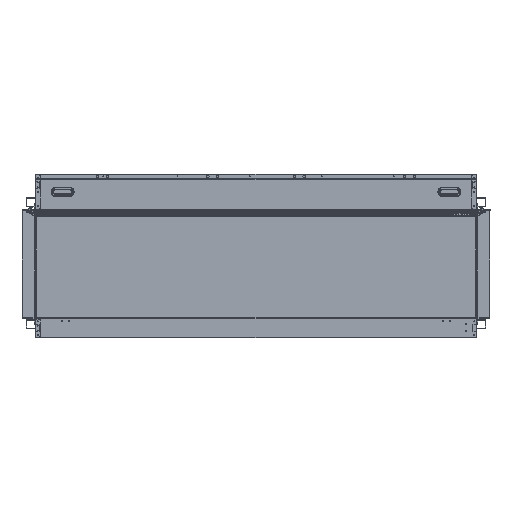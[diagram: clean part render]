
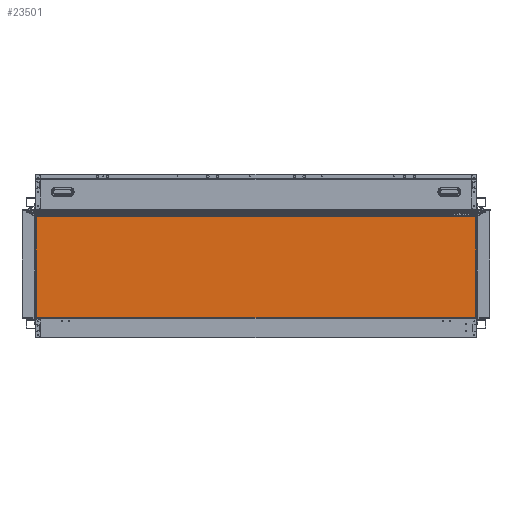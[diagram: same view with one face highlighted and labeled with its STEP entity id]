
A CAD part, top view. The second image highlights one B-rep face of the part: STEP entity #23501.
In plain terms, the highlighted planar face has unit normal (0, 0, 1).
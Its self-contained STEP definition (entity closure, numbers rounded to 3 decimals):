
#352 = VECTOR ( 'NONE', #78384, 1000. ) ;
#1364 = PLANE ( 'NONE',  #37913 ) ;
#1374 = EDGE_CURVE ( 'NONE', #19044, #78555, #29941, .T. ) ;
#5897 = EDGE_CURVE ( 'NONE', #33239, #19044, #40978, .T. ) ;
#17084 = ORIENTED_EDGE ( 'NONE', *, *, #45197, .T. ) ;
#19044 = VERTEX_POINT ( 'NONE', #51726 ) ;
#22284 = EDGE_LOOP ( 'NONE', ( #22310, #31485, #17084, #24905 ) ) ;
#22310 = ORIENTED_EDGE ( 'NONE', *, *, #5897, .T. ) ;
#23456 = VECTOR ( 'NONE', #29972, 1000. ) ;
#23501 = ADVANCED_FACE ( 'NONE', ( #44183 ), #1364, .T. ) ;
#24905 = ORIENTED_EDGE ( 'NONE', *, *, #55037, .T. ) ;
#25898 = VERTEX_POINT ( 'NONE', #59831 ) ;
#29941 = LINE ( 'NONE', #54141, #352 ) ;
#29972 = DIRECTION ( 'NONE',  ( 0., -1., 0. ) ) ;
#31485 = ORIENTED_EDGE ( 'NONE', *, *, #1374, .T. ) ;
#32289 = CARTESIAN_POINT ( 'NONE',  ( 0., 76.5, 330. ) ) ;
#33239 = VERTEX_POINT ( 'NONE', #52653 ) ;
#37091 = CARTESIAN_POINT ( 'NONE',  ( -938.8, 76.5, 330. ) ) ;
#37913 = AXIS2_PLACEMENT_3D ( 'NONE', #32289, #62069, #50916 ) ;
#40581 = CARTESIAN_POINT ( 'NONE',  ( 938.8, 76.5, 330. ) ) ;
#40978 = LINE ( 'NONE', #40581, #51369 ) ;
#41186 = LINE ( 'NONE', #70246, #43031 ) ;
#41596 = CARTESIAN_POINT ( 'NONE',  ( -938.8, 516.9, 330. ) ) ;
#43031 = VECTOR ( 'NONE', #71805, 1000. ) ;
#44183 = FACE_OUTER_BOUND ( 'NONE', #22284, .T. ) ;
#45197 = EDGE_CURVE ( 'NONE', #78555, #25898, #48597, .T. ) ;
#48597 = LINE ( 'NONE', #37091, #23456 ) ;
#50916 = DIRECTION ( 'NONE',  ( 1., 0., 0. ) ) ;
#51369 = VECTOR ( 'NONE', #52894, 1000. ) ;
#51726 = CARTESIAN_POINT ( 'NONE',  ( 938.8, 516.9, 330. ) ) ;
#52653 = CARTESIAN_POINT ( 'NONE',  ( 938.8, 77.5, 330. ) ) ;
#52894 = DIRECTION ( 'NONE',  ( 0., 1., 0. ) ) ;
#54141 = CARTESIAN_POINT ( 'NONE',  ( 0., 516.9, 330. ) ) ;
#55037 = EDGE_CURVE ( 'NONE', #25898, #33239, #41186, .T. ) ;
#59831 = CARTESIAN_POINT ( 'NONE',  ( -938.8, 77.5, 330. ) ) ;
#62069 = DIRECTION ( 'NONE',  ( 0., 0., 1. ) ) ;
#70246 = CARTESIAN_POINT ( 'NONE',  ( 0., 77.5, 330. ) ) ;
#71805 = DIRECTION ( 'NONE',  ( 1., 0., 0. ) ) ;
#78384 = DIRECTION ( 'NONE',  ( -1., 0., 0. ) ) ;
#78555 = VERTEX_POINT ( 'NONE', #41596 ) ;
